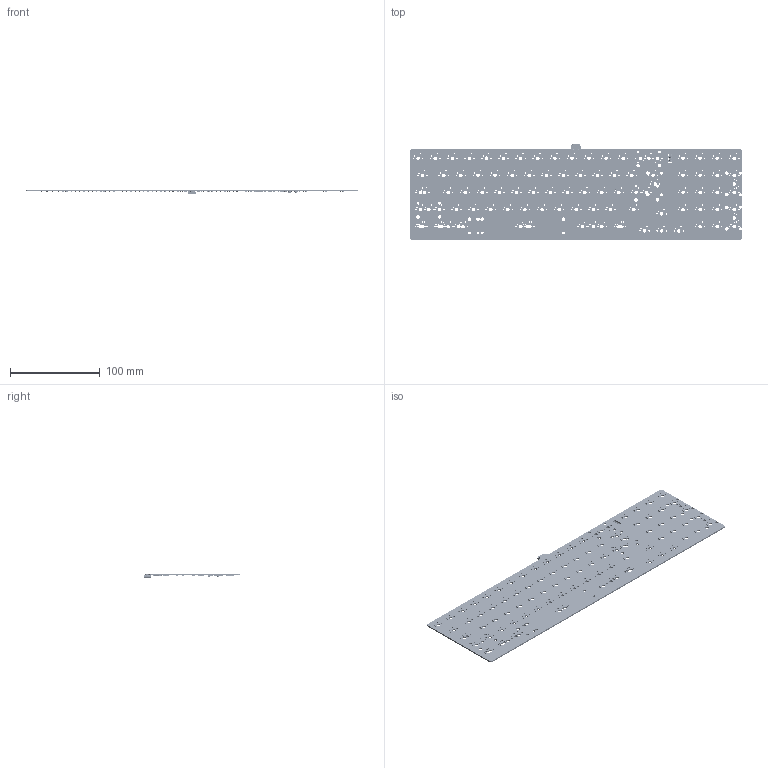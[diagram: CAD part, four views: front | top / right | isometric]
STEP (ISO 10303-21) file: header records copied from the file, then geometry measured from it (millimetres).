
FILE_DESCRIPTION(('KiCad electronic assembly'),'2;1');
FILE_NAME('Cypher-CK-20250624.step','2025-06-24T17:02:56',('Pcbnew'),( 'Kicad'),'Open CASCADE STEP processor 7.8','KiCad to STEP converter' ,'Unknown');
FILE_SCHEMA(('AUTOMOTIVE_DESIGN { 1 0 10303 214 1 1 1 1 }'));
Length unit declared in the file: millimetre
Products named in the file (30): Cypher-CK-20250624 1; C_0402_1005Metric; C_0603_1608Metric; Crystal_SMD_3225-4Pin_3.2x2.5mm; QFN-56-1EP_7x7mm_P0.4mm_EP5.6x5.6mm; QFN-56-1EP_7x7mm_Pitch0.4mm; R_0402_1005Metric; WSON-8-1EP_2x2mm_P0.5mm_EP0.9x1.6mm; WSON_8_1EP_2x2mm_P05mm_EP09x16mm; SW_SPST_TL3342; D_SOD-123; D_SOD_123; LED_SK6812MINI-E; SK6812MINI-E v4; SOT-23; SOT_23; Fuse_1206_3216Metric; SOT-23-5; SOT_23_5; HRO  TYPE-C-31-M-12; HRO  TYPE-C-31-M-12 v4; SOT-143; SOT_143; Cypher-CK_PCB
Assembly tree (142 placements, depth 3):
  Cypher-CK-20250624 1
    C_0402_1005Metric  x16
      C_0402_1005Metric
    C_0603_1608Metric
      C_0603_1608Metric
    Crystal_SMD_3225-4Pin_3.2x2.5mm
      Crystal_SMD_3225-4Pin_3.2x2.5mm
    QFN-56-1EP_7x7mm_P0.4mm_EP5.6x5.6mm  x2
      QFN-56-1EP_7x7mm_Pitch0.4mm
    R_0402_1005Metric  x8
      R_0402_1005Metric
    WSON-8-1EP_2x2mm_P0.5mm_EP0.9x1.6mm  x2
      WSON_8_1EP_2x2mm_P05mm_EP09x16mm
    SW_SPST_TL3342  x2
      SW_SPST_TL3342
    D_SOD-123  x87
      D_SOD_123
    LED_SK6812MINI-E  x3
      SK6812MINI-E v4
    SOT-23
      SOT_23
    Fuse_1206_3216Metric
      Fuse_1206_3216Metric
    SOT-23-5
      SOT_23_5
    HRO  TYPE-C-31-M-12
      HRO  TYPE-C-31-M-12 v4
    SOT-143
      SOT_143
    Cypher-CK_PCB
Bounding box: 370.15 x 106.94 x 4.86 mm (x, y, z)
Volume: 56902.9 mm3; surface area: 80421.2 mm2
Topology: 140 solids, 142 shells, 9196 faces, 22713 edges, 13963 vertices
Faces by surface type: plane 4759, bspline 2390, cylinder 1978, sphere 39, cone 16, torus 14
Full cylindrical faces by diameter (mm): 0.25 x2, 0.35 x9, 0.5 x4, 0.65 x2, 1.524 x197, 1.702 x175, 2 x2, 3.048 x15, 3.988 x100
Entity records: 75541 total; most frequent: CARTESIAN_POINT 12694, DIRECTION 11164, ORIENTED_EDGE 11008, EDGE_CURVE 5504, AXIS2_PLACEMENT_3D 3828, VERTEX_POINT 3578, LINE 3508, VECTOR 3508
